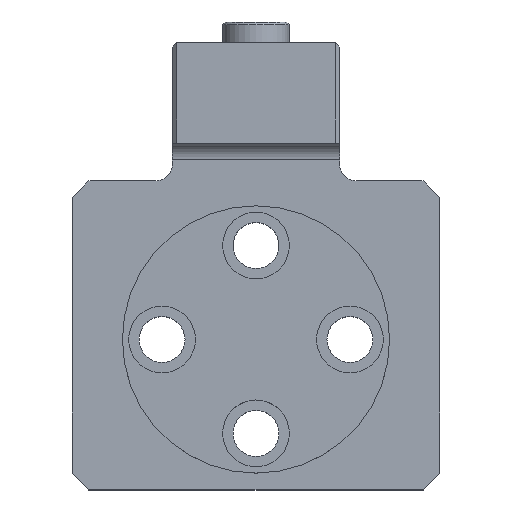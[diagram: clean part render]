
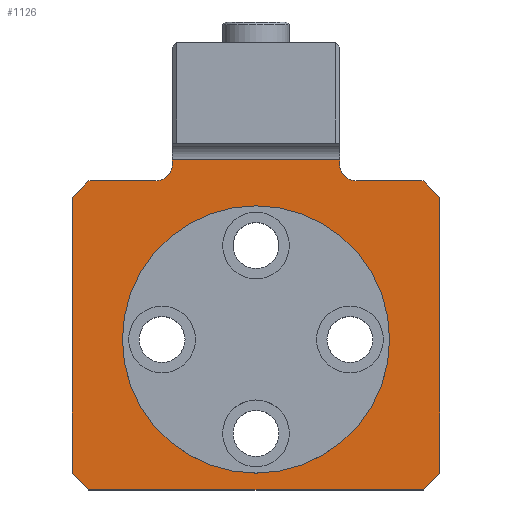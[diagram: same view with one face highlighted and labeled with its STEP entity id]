
A CAD part, top view. The second image highlights one B-rep face of the part: STEP entity #1126.
In plain terms, the highlighted planar face has unit normal (0, 0, 1).
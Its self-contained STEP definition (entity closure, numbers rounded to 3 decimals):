
#77=LINE('',#1906,#159);
#84=LINE('',#1924,#166);
#87=LINE('',#1935,#169);
#89=LINE('',#1940,#171);
#101=LINE('',#1962,#183);
#103=LINE('',#1965,#185);
#104=LINE('',#1969,#186);
#108=LINE('',#1975,#190);
#109=LINE('',#1978,#191);
#112=LINE('',#1988,#194);
#113=LINE('',#1990,#195);
#114=LINE('',#1992,#196);
#159=VECTOR('',#1565,10.);
#166=VECTOR('',#1582,10.);
#169=VECTOR('',#1593,10.);
#171=VECTOR('',#1597,10.);
#183=VECTOR('',#1613,10.);
#185=VECTOR('',#1617,10.);
#186=VECTOR('',#1620,10.);
#190=VECTOR('',#1626,10.);
#191=VECTOR('',#1629,10.);
#194=VECTOR('',#1642,10.);
#195=VECTOR('',#1645,10.);
#196=VECTOR('',#1648,10.);
#245=FACE_BOUND('',#386,.T.);
#302=FACE_OUTER_BOUND('',#385,.T.);
#385=EDGE_LOOP('',(#996,#997,#998,#999,#1000,#1001,#1002,#1003,#1004,#1005,
#1006,#1007,#1008,#1009));
#386=EDGE_LOOP('',(#1010));
#456=CIRCLE('',#1292,2.);
#458=CIRCLE('',#1296,2.);
#460=CIRCLE('',#1307,16.);
#539=VERTEX_POINT('',#1899);
#542=VERTEX_POINT('',#1904);
#545=VERTEX_POINT('',#1914);
#546=VERTEX_POINT('',#1916);
#548=VERTEX_POINT('',#1922);
#551=VERTEX_POINT('',#1929);
#552=VERTEX_POINT('',#1931);
#553=VERTEX_POINT('',#1938);
#554=VERTEX_POINT('',#1939);
#562=VERTEX_POINT('',#1961);
#563=VERTEX_POINT('',#1967);
#564=VERTEX_POINT('',#1968);
#565=VERTEX_POINT('',#1973);
#566=VERTEX_POINT('',#1977);
#568=VERTEX_POINT('',#1983);
#673=EDGE_CURVE('',#542,#539,#77,.T.);
#678=EDGE_CURVE('',#545,#546,#456,.T.);
#682=EDGE_CURVE('',#545,#548,#84,.T.);
#685=EDGE_CURVE('',#551,#552,#458,.T.);
#687=EDGE_CURVE('',#551,#539,#87,.T.);
#689=EDGE_CURVE('',#553,#554,#89,.T.);
#701=EDGE_CURVE('',#562,#554,#101,.T.);
#703=EDGE_CURVE('',#562,#548,#103,.T.);
#704=EDGE_CURVE('',#563,#564,#104,.T.);
#708=EDGE_CURVE('',#563,#565,#108,.T.);
#709=EDGE_CURVE('',#566,#565,#109,.T.);
#713=EDGE_CURVE('',#568,#568,#460,.T.);
#714=EDGE_CURVE('',#542,#546,#112,.T.);
#715=EDGE_CURVE('',#566,#552,#113,.T.);
#716=EDGE_CURVE('',#553,#564,#114,.T.);
#996=ORIENTED_EDGE('',*,*,#673,.F.);
#997=ORIENTED_EDGE('',*,*,#714,.T.);
#998=ORIENTED_EDGE('',*,*,#678,.F.);
#999=ORIENTED_EDGE('',*,*,#682,.T.);
#1000=ORIENTED_EDGE('',*,*,#703,.F.);
#1001=ORIENTED_EDGE('',*,*,#701,.T.);
#1002=ORIENTED_EDGE('',*,*,#689,.F.);
#1003=ORIENTED_EDGE('',*,*,#716,.T.);
#1004=ORIENTED_EDGE('',*,*,#704,.F.);
#1005=ORIENTED_EDGE('',*,*,#708,.T.);
#1006=ORIENTED_EDGE('',*,*,#709,.F.);
#1007=ORIENTED_EDGE('',*,*,#715,.T.);
#1008=ORIENTED_EDGE('',*,*,#685,.F.);
#1009=ORIENTED_EDGE('',*,*,#687,.T.);
#1010=ORIENTED_EDGE('',*,*,#713,.T.);
#1069=PLANE('',#1312);
#1126=ADVANCED_FACE('',(#302,#245),#1069,.T.);
#1292=AXIS2_PLACEMENT_3D('',#1917,#1575,#1576);
#1296=AXIS2_PLACEMENT_3D('',#1932,#1588,#1589);
#1307=AXIS2_PLACEMENT_3D('',#1985,#1636,#1637);
#1312=AXIS2_PLACEMENT_3D('',#1993,#1649,#1650);
#1565=DIRECTION('',(1.,0.,0.));
#1575=DIRECTION('center_axis',(0.,0.,1.));
#1576=DIRECTION('ref_axis',(0.707,-0.707,0.));
#1582=DIRECTION('',(-1.,0.,0.));
#1588=DIRECTION('center_axis',(0.,0.,1.));
#1589=DIRECTION('ref_axis',(-0.707,-0.707,0.));
#1593=DIRECTION('',(0.,1.,0.));
#1597=DIRECTION('',(-0.707,0.707,0.));
#1613=DIRECTION('',(0.,-1.,0.));
#1617=DIRECTION('',(0.707,0.707,0.));
#1620=DIRECTION('',(-0.707,-0.707,0.));
#1626=DIRECTION('',(0.,1.,0.));
#1629=DIRECTION('',(0.707,-0.707,0.));
#1636=DIRECTION('center_axis',(0.,0.,-1.));
#1637=DIRECTION('ref_axis',(-1.,0.,0.));
#1642=DIRECTION('',(0.,-1.,0.));
#1645=DIRECTION('',(-1.,0.,0.));
#1648=DIRECTION('',(1.,0.,0.));
#1649=DIRECTION('center_axis',(0.,0.,1.));
#1650=DIRECTION('ref_axis',(1.,0.,0.));
#1899=CARTESIAN_POINT('',(10.,21.,12.));
#1904=CARTESIAN_POINT('',(-10.,21.,12.));
#1906=CARTESIAN_POINT('',(-5.,21.,12.));
#1914=CARTESIAN_POINT('',(-12.,18.5,12.));
#1916=CARTESIAN_POINT('',(-10.,20.5,12.));
#1917=CARTESIAN_POINT('Origin',(-12.,20.5,12.));
#1922=CARTESIAN_POINT('',(-20.,18.5,12.));
#1924=CARTESIAN_POINT('',(-10.,18.5,12.));
#1929=CARTESIAN_POINT('',(10.,20.5,12.));
#1931=CARTESIAN_POINT('',(12.,18.5,12.));
#1932=CARTESIAN_POINT('Origin',(12.,20.5,12.));
#1935=CARTESIAN_POINT('',(10.,18.5,12.));
#1938=CARTESIAN_POINT('',(-20.,-18.5,12.));
#1939=CARTESIAN_POINT('',(-22.,-16.5,12.));
#1940=CARTESIAN_POINT('',(-21.68,-16.82,12.));
#1961=CARTESIAN_POINT('',(-22.,16.5,12.));
#1962=CARTESIAN_POINT('',(-22.,18.5,12.));
#1965=CARTESIAN_POINT('',(-18.57,19.93,12.));
#1967=CARTESIAN_POINT('',(22.,-16.5,12.));
#1968=CARTESIAN_POINT('',(20.,-18.5,12.));
#1969=CARTESIAN_POINT('',(21.68,-16.82,12.));
#1973=CARTESIAN_POINT('',(22.,16.5,12.));
#1975=CARTESIAN_POINT('',(22.,-18.5,12.));
#1977=CARTESIAN_POINT('',(20.,18.5,12.));
#1978=CARTESIAN_POINT('',(18.57,19.93,12.));
#1983=CARTESIAN_POINT('',(16.,-0.5,12.));
#1985=CARTESIAN_POINT('Origin',(0.,-0.5,12.));
#1988=CARTESIAN_POINT('',(-10.,35.,12.));
#1990=CARTESIAN_POINT('',(22.,18.5,12.));
#1992=CARTESIAN_POINT('',(-22.,-18.5,12.));
#1993=CARTESIAN_POINT('Origin',(0.,6.219,12.));
